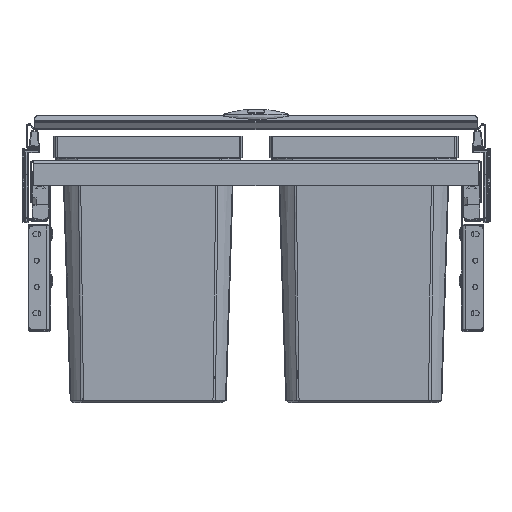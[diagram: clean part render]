
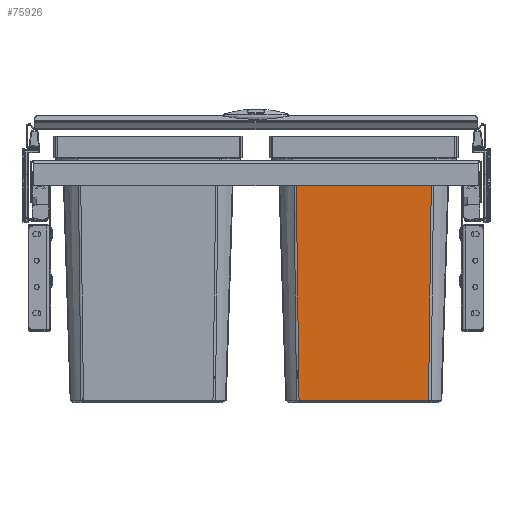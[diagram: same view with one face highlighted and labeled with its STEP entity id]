
A CAD part, top view. The second image highlights one B-rep face of the part: STEP entity #75926.
In plain terms, the highlighted planar face has unit normal (0, -0.031, 1).
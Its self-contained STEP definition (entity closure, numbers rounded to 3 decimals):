
#14605=EDGE_CURVE('9833',#39594,#39591,#39595,.T.);
#14657=EDGE_CURVE('9781',#39591,#39662,#39665,.T.);
#14659=EDGE_CURVE('9817',#39667,#39662,#39668,.T.);
#14661=EDGE_CURVE('9786',#39594,#39667,#39670,.T.);
#39591=VERTEX_POINT('',#75135);
#39594=VERTEX_POINT('',#75146);
#39595=LINE('',#75147,#75148);
#39662=VERTEX_POINT('',#75340);
#39665=B_SPLINE_CURVE_WITH_KNOTS('',3,(#75349,#75350,#75351,#75352,#75353,#75354),.UNSPECIFIED.,.F.,.F.,(4,1,1,4),(0.0,0.333,0.667,1.0),.UNSPECIFIED.);
#39667=VERTEX_POINT('',#75357);
#39668=LINE('',#75358,#75359);
#39670=B_SPLINE_CURVE_WITH_KNOTS('',3,(#75362,#75363,#75364,#75365,#75366,#75367),.UNSPECIFIED.,.F.,.F.,(4,1,1,4),(0.0,0.333,0.667,1.0),.UNSPECIFIED.);
#75135=CARTESIAN_POINT('',(48.371,9.8,-11.429));
#75146=CARTESIAN_POINT('',(213.229,9.8,-11.429));
#75147=CARTESIAN_POINT('',(213.229,9.8,-11.429));
#75148=VECTOR('',#131760,164.857);
#75340=CARTESIAN_POINT('',(52.22,-290.329,-20.784));
#75349=CARTESIAN_POINT('',(48.371,9.8,-11.429));
#75350=CARTESIAN_POINT('',(48.817,-25.284,-12.522));
#75351=CARTESIAN_POINT('',(49.696,-94.295,-14.673));
#75352=CARTESIAN_POINT('',(50.978,-194.335,-17.792));
#75353=CARTESIAN_POINT('',(51.809,-258.716,-19.799));
#75354=CARTESIAN_POINT('',(52.22,-290.329,-20.784));
#75357=CARTESIAN_POINT('',(209.38,-290.329,-20.784));
#75358=CARTESIAN_POINT('',(209.38,-290.329,-20.784));
#75359=VECTOR('',#131772,157.161);
#75362=CARTESIAN_POINT('',(213.229,9.8,-11.429));
#75363=CARTESIAN_POINT('',(212.783,-25.284,-12.522));
#75364=CARTESIAN_POINT('',(211.904,-94.295,-14.673));
#75365=CARTESIAN_POINT('',(210.622,-194.335,-17.792));
#75366=CARTESIAN_POINT('',(209.791,-258.716,-19.799));
#75367=CARTESIAN_POINT('',(209.38,-290.329,-20.784));
#75926=ADVANCED_FACE('7138',(#132134),#132135,.T.);
#131760=DIRECTION('',(-1.0,0.0,0.0));
#131772=DIRECTION('',(-1.0,0.0,0.0));
#132134=FACE_OUTER_BOUND('',#166758,.T.);
#132135=PLANE('',#166759);
#166758=EDGE_LOOP('',(#186248,#186249,#186250,#186251));
#166759=AXIS2_PLACEMENT_3D('',#186252,#186253,#186254);
#186248=ORIENTED_EDGE('',*,*,#14659,.F.);
#186249=ORIENTED_EDGE('',*,*,#14661,.F.);
#186250=ORIENTED_EDGE('',*,*,#14605,.T.);
#186251=ORIENTED_EDGE('',*,*,#14657,.T.);
#186252=CARTESIAN_POINT('',(130.8,-130.469,-15.801));
#186253=DIRECTION('',(0.0,-0.031,1.));
#186254=DIRECTION('',(1.0,0.0,0.0));
